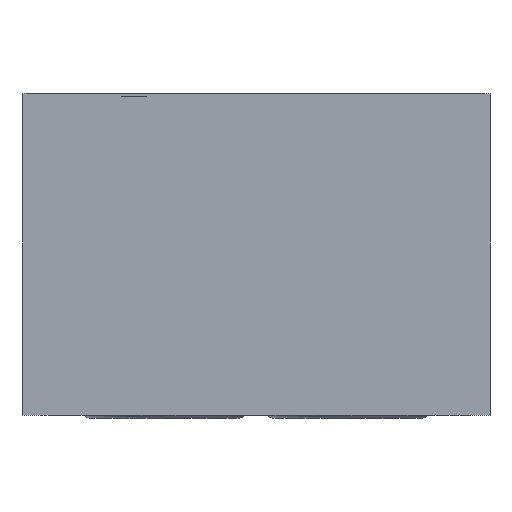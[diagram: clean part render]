
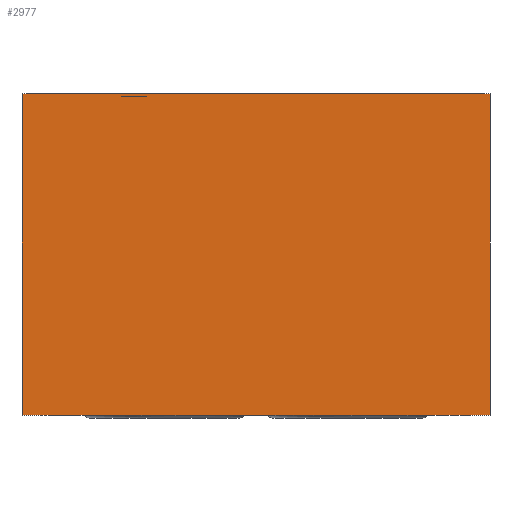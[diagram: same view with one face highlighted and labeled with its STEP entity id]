
A CAD part, left-side view. The second image highlights one B-rep face of the part: STEP entity #2977.
In plain terms, the highlighted planar face has unit normal (-1, 0, 0).
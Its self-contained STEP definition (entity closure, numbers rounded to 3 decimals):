
#44=LINE('',#4797,#184);
#45=LINE('',#4800,#185);
#46=LINE('',#4802,#186);
#47=LINE('',#4804,#187);
#184=VECTOR('',#3692,1000.);
#185=VECTOR('',#3693,1000.);
#186=VECTOR('',#3694,1000.);
#187=VECTOR('',#3695,1000.);
#353=PLANE('',#3240);
#705=ORIENTED_EDGE('',*,*,#1498,.T.);
#706=ORIENTED_EDGE('',*,*,#1499,.F.);
#707=ORIENTED_EDGE('',*,*,#1500,.F.);
#708=ORIENTED_EDGE('',*,*,#1501,.T.);
#1498=EDGE_CURVE('',#1889,#1890,#44,.T.);
#1499=EDGE_CURVE('',#1891,#1890,#45,.T.);
#1500=EDGE_CURVE('',#1892,#1891,#46,.T.);
#1501=EDGE_CURVE('',#1892,#1889,#47,.T.);
#1889=VERTEX_POINT('',#4798);
#1890=VERTEX_POINT('',#4799);
#1891=VERTEX_POINT('',#4801);
#1892=VERTEX_POINT('',#4803);
#2291=EDGE_LOOP('',(#705,#706,#707,#708));
#2601=FACE_BOUND('',#2291,.T.);
#2977=ADVANCED_FACE('',(#2601),#353,.F.);
#3240=AXIS2_PLACEMENT_3D('',#4796,#3690,#3691);
#3690=DIRECTION('',(1.,0.,0.));
#3691=DIRECTION('',(0.,0.,-1.));
#3692=DIRECTION('',(0.,-1.,0.));
#3693=DIRECTION('',(0.,0.,-1.));
#3694=DIRECTION('',(0.,-1.,0.));
#3695=DIRECTION('',(0.,0.,-1.));
#4796=CARTESIAN_POINT('',(0.,102.,70.));
#4797=CARTESIAN_POINT('',(0.,102.,0.));
#4798=CARTESIAN_POINT('',(0.,102.,0.));
#4799=CARTESIAN_POINT('',(0.,0.,0.));
#4800=CARTESIAN_POINT('',(0.,0.,70.));
#4801=CARTESIAN_POINT('',(0.,0.,70.));
#4802=CARTESIAN_POINT('',(0.,102.,70.));
#4803=CARTESIAN_POINT('',(0.,102.,70.));
#4804=CARTESIAN_POINT('',(0.,102.,70.));
